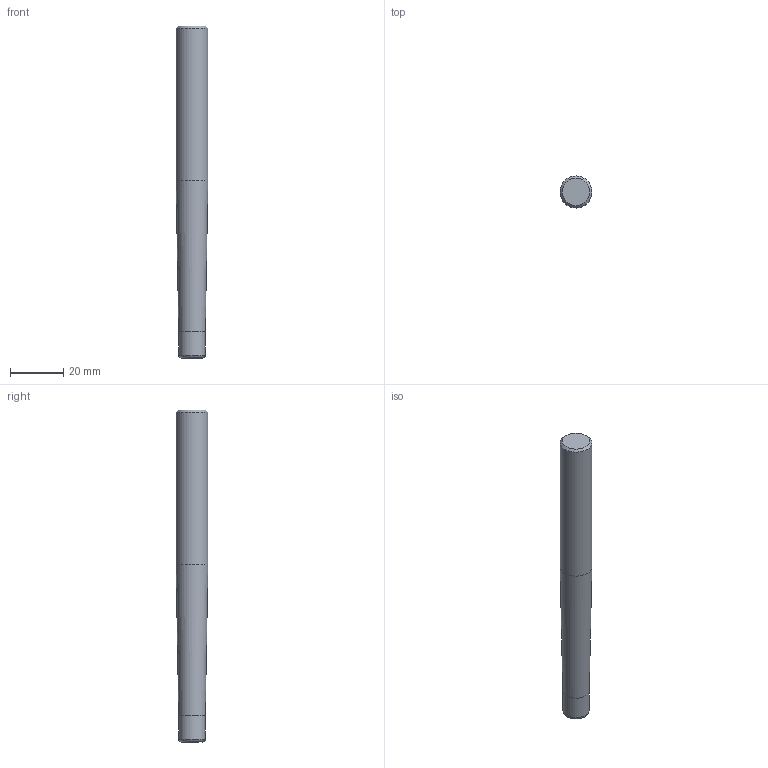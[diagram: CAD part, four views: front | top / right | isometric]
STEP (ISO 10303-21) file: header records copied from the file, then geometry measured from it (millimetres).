
FILE_DESCRIPTION(('STEP'), '1');
FILE_NAME('MOD000000000000000020084588700000.stp', '2019-01-02T12:11:31', (''), (''), 'Express v3.0.0.0', 'Express Tool', 'Unknown');
FILE_SCHEMA(('AUTOMOTIVE_DESIGN'));
Length unit declared in the file: millimetre
Products named in the file (1): R216.24-10030CAP10G-634153037187336519-1
Bounding box: 12 x 12 x 125 mm (x, y, z)
Volume: 12753.9 mm3; surface area: 4794.9 mm2
Topology: 2 solids, 2 shells, 9 faces, 24 edges, 20 vertices
Faces by surface type: bspline 9
Entity records: 501 total; most frequent: CARTESIAN_POINT 221, DIRECTION 46, ORIENTED_EDGE 38, EDGE_CURVE 19, AXIS2_PLACEMENT_3D 19, CIRCLE 16, VERTEX_POINT 14, ADVANCED_FACE 9
